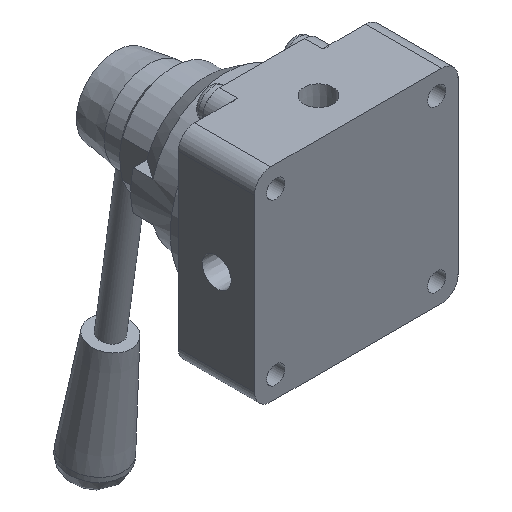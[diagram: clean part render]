
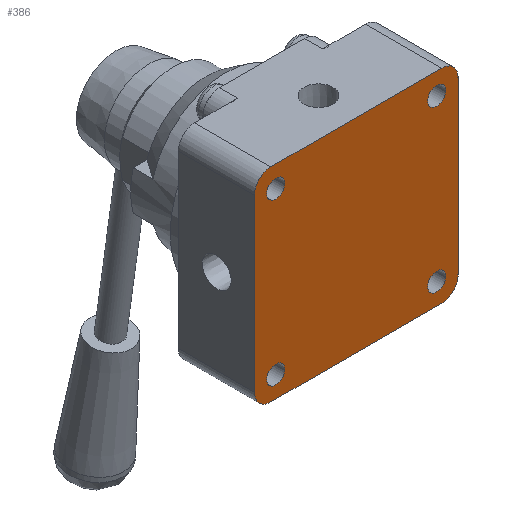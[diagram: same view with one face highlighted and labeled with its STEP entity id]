
A CAD part, isometric view. The second image highlights one B-rep face of the part: STEP entity #386.
In plain terms, the highlighted planar face has unit normal (0, -1, 0).
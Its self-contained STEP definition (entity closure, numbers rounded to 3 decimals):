
#386 = ADVANCED_FACE( '', ( #816, #817, #818, #819, #820 ), #821, .F. );
#816 = FACE_BOUND( '', #1281, .T. );
#817 = FACE_BOUND( '', #1282, .T. );
#818 = FACE_BOUND( '', #1283, .T. );
#819 = FACE_BOUND( '', #1284, .T. );
#820 = FACE_OUTER_BOUND( '', #1285, .T. );
#821 = PLANE( '', #1286 );
#1281 = EDGE_LOOP( '', ( #2293 ) );
#1282 = EDGE_LOOP( '', ( #2294 ) );
#1283 = EDGE_LOOP( '', ( #2295 ) );
#1284 = EDGE_LOOP( '', ( #2296 ) );
#1285 = EDGE_LOOP( '', ( #2297, #2298, #2299, #2300, #2301, #2302, #2303, #2304 ) );
#1286 = AXIS2_PLACEMENT_3D( '', #2305, #2306, #2307 );
#2293 = ORIENTED_EDGE( '', *, *, #2709, .T. );
#2294 = ORIENTED_EDGE( '', *, *, #2444, .T. );
#2295 = ORIENTED_EDGE( '', *, *, #2651, .T. );
#2296 = ORIENTED_EDGE( '', *, *, #2685, .T. );
#2297 = ORIENTED_EDGE( '', *, *, #2714, .F. );
#2298 = ORIENTED_EDGE( '', *, *, #2568, .F. );
#2299 = ORIENTED_EDGE( '', *, *, #2397, .F. );
#2300 = ORIENTED_EDGE( '', *, *, #2403, .F. );
#2301 = ORIENTED_EDGE( '', *, *, #2499, .F. );
#2302 = ORIENTED_EDGE( '', *, *, #2647, .F. );
#2303 = ORIENTED_EDGE( '', *, *, #2660, .F. );
#2304 = ORIENTED_EDGE( '', *, *, #2548, .F. );
#2305 = CARTESIAN_POINT( '', ( -26., 0., -26. ) );
#2306 = DIRECTION( '', ( 0., 1., 0. ) );
#2307 = DIRECTION( '', ( 0., 0., 1. ) );
#2397 = EDGE_CURVE( '', #2832, #2833, #2834, .T. );
#2403 = EDGE_CURVE( '', #2843, #2832, #2844, .T. );
#2444 = EDGE_CURVE( '', #2911, #2911, #2912, .T. );
#2499 = EDGE_CURVE( '', #3000, #2843, #3001, .T. );
#2548 = EDGE_CURVE( '', #3080, #3081, #3082, .T. );
#2568 = EDGE_CURVE( '', #2833, #3113, #3114, .T. );
#2647 = EDGE_CURVE( '', #3225, #3000, #3226, .T. );
#2651 = EDGE_CURVE( '', #3230, #3230, #3231, .T. );
#2660 = EDGE_CURVE( '', #3081, #3225, #3242, .T. );
#2685 = EDGE_CURVE( '', #3275, #3275, #3276, .T. );
#2709 = EDGE_CURVE( '', #3303, #3303, #3304, .T. );
#2714 = EDGE_CURVE( '', #3113, #3080, #3309, .T. );
#2832 = VERTEX_POINT( '', #3453 );
#2833 = VERTEX_POINT( '', #3454 );
#2834 = CIRCLE( '', #3455, 5. );
#2843 = VERTEX_POINT( '', #3466 );
#2844 = LINE( '', #3467, #3468 );
#2911 = VERTEX_POINT( '', #3652 );
#2912 = CIRCLE( '', #3653, 2.75 );
#3000 = VERTEX_POINT( '', #3772 );
#3001 = CIRCLE( '', #3773, 5. );
#3080 = VERTEX_POINT( '', #3877 );
#3081 = VERTEX_POINT( '', #3878 );
#3082 = LINE( '', #3879, #3880 );
#3113 = VERTEX_POINT( '', #3919 );
#3114 = LINE( '', #3920, #3921 );
#3225 = VERTEX_POINT( '', #4082 );
#3226 = LINE( '', #4083, #4084 );
#3230 = VERTEX_POINT( '', #4090 );
#3231 = CIRCLE( '', #4091, 2.75 );
#3242 = CIRCLE( '', #4104, 5. );
#3275 = VERTEX_POINT( '', #4153 );
#3276 = CIRCLE( '', #4154, 2.75 );
#3303 = VERTEX_POINT( '', #4192 );
#3304 = CIRCLE( '', #4193, 2.75 );
#3309 = CIRCLE( '', #4198, 5. );
#3453 = CARTESIAN_POINT( '', ( 31., 0., -26. ) );
#3454 = CARTESIAN_POINT( '', ( 26., 0., -31. ) );
#3455 = AXIS2_PLACEMENT_3D( '', #4306, #4307, #4308 );
#3466 = CARTESIAN_POINT( '', ( 31., 0., 26. ) );
#3467 = CARTESIAN_POINT( '', ( 31., 0., 26. ) );
#3468 = VECTOR( '', #4317, 1000. );
#3652 = CARTESIAN_POINT( '', ( -21.75, 0., -24.5 ) );
#3653 = AXIS2_PLACEMENT_3D( '', #4353, #4354, #4355 );
#3772 = CARTESIAN_POINT( '', ( 26., 0., 31. ) );
#3773 = AXIS2_PLACEMENT_3D( '', #4414, #4415, #4416 );
#3877 = CARTESIAN_POINT( '', ( -31., 0., -26. ) );
#3878 = CARTESIAN_POINT( '', ( -31., 0., 26. ) );
#3879 = CARTESIAN_POINT( '', ( -31., 0., -26. ) );
#3880 = VECTOR( '', #4475, 1000. );
#3919 = CARTESIAN_POINT( '', ( -26., 0., -31. ) );
#3920 = CARTESIAN_POINT( '', ( 26., 0., -31. ) );
#3921 = VECTOR( '', #4508, 1000. );
#4082 = CARTESIAN_POINT( '', ( -26., 0., 31. ) );
#4083 = CARTESIAN_POINT( '', ( -26., 0., 31. ) );
#4084 = VECTOR( '', #4580, 1000. );
#4090 = CARTESIAN_POINT( '', ( 27.25, 0., -24.5 ) );
#4091 = AXIS2_PLACEMENT_3D( '', #4583, #4584, #4585 );
#4104 = AXIS2_PLACEMENT_3D( '', #4591, #4592, #4593 );
#4153 = CARTESIAN_POINT( '', ( 27.25, 0., 24.5 ) );
#4154 = AXIS2_PLACEMENT_3D( '', #4610, #4611, #4612 );
#4192 = CARTESIAN_POINT( '', ( -21.75, 0., 24.5 ) );
#4193 = AXIS2_PLACEMENT_3D( '', #4630, #4631, #4632 );
#4198 = AXIS2_PLACEMENT_3D( '', #4636, #4637, #4638 );
#4306 = CARTESIAN_POINT( '', ( 26., 0., -26. ) );
#4307 = DIRECTION( '', ( 0., 1., 0. ) );
#4308 = DIRECTION( '', ( 1., 0., 0. ) );
#4317 = DIRECTION( '', ( 0., 0., -1. ) );
#4353 = CARTESIAN_POINT( '', ( -24.5, 0., -24.5 ) );
#4354 = DIRECTION( '', ( 0., 1., 0. ) );
#4355 = DIRECTION( '', ( 1., 0., 0. ) );
#4414 = CARTESIAN_POINT( '', ( 26., 0., 26. ) );
#4415 = DIRECTION( '', ( 0., 1., 0. ) );
#4416 = DIRECTION( '', ( 1., 0., 0. ) );
#4475 = DIRECTION( '', ( 0., 0., 1. ) );
#4508 = DIRECTION( '', ( -1., 0., 0. ) );
#4580 = DIRECTION( '', ( 1., 0., 0. ) );
#4583 = CARTESIAN_POINT( '', ( 24.5, 0., -24.5 ) );
#4584 = DIRECTION( '', ( 0., 1., 0. ) );
#4585 = DIRECTION( '', ( 1., 0., 0. ) );
#4591 = CARTESIAN_POINT( '', ( -26., 0., 26. ) );
#4592 = DIRECTION( '', ( 0., 1., 0. ) );
#4593 = DIRECTION( '', ( 1., 0., 0. ) );
#4610 = CARTESIAN_POINT( '', ( 24.5, 0., 24.5 ) );
#4611 = DIRECTION( '', ( 0., 1., 0. ) );
#4612 = DIRECTION( '', ( 1., 0., 0. ) );
#4630 = CARTESIAN_POINT( '', ( -24.5, 0., 24.5 ) );
#4631 = DIRECTION( '', ( 0., 1., 0. ) );
#4632 = DIRECTION( '', ( 1., 0., 0. ) );
#4636 = CARTESIAN_POINT( '', ( -26., 0., -26. ) );
#4637 = DIRECTION( '', ( 0., 1., 0. ) );
#4638 = DIRECTION( '', ( 1., 0., 0. ) );
